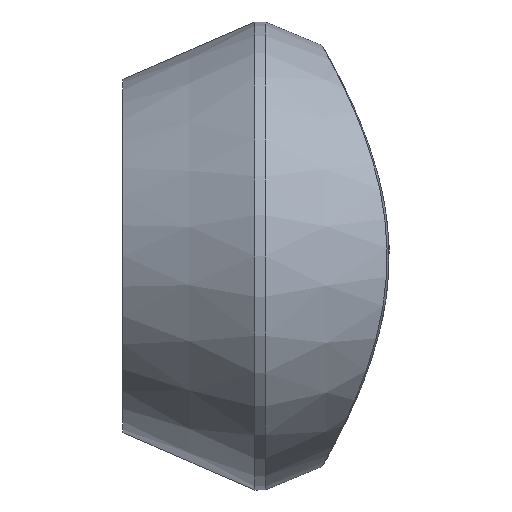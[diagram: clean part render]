
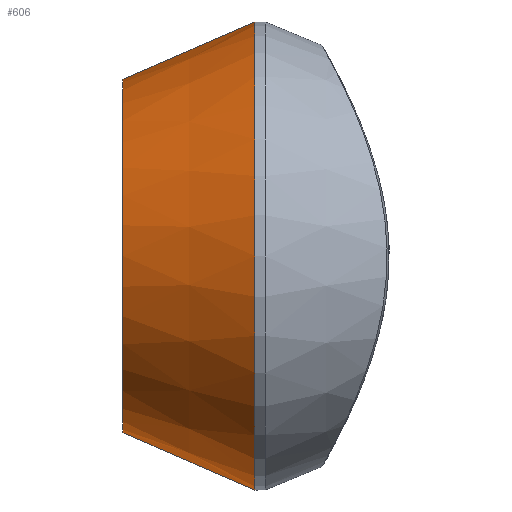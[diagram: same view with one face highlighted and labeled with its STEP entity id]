
A CAD part, left-side view. The second image highlights one B-rep face of the part: STEP entity #606.
In plain terms, the highlighted conical face has half-angle 23.546 degrees and reference radius 33.222 mm.
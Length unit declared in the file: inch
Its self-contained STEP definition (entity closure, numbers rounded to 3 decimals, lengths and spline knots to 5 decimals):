
#2 = DIRECTION ( 'NONE',  ( 0., -0.917, 0.399 ) ) ;
#38 = CARTESIAN_POINT ( 'NONE',  ( 0., 3.5, 1.30795 ) ) ;
#111 = DIRECTION ( 'NONE',  ( 0., -1., 0. ) ) ;
#167 = ORIENTED_EDGE ( 'NONE', *, *, #302, .F. ) ;
#173 = ORIENTED_EDGE ( 'NONE', *, *, #375, .T. ) ;
#202 = VERTEX_POINT ( 'NONE', #1103 ) ;
#220 = VECTOR ( 'NONE', #2, 39.37008 ) ;
#236 = CONICAL_SURFACE ( 'NONE', #1323, 1.30795, 0.411 ) ;
#276 = EDGE_LOOP ( 'NONE', ( #167, #173, #556, #1180 ) ) ;
#302 = EDGE_CURVE ( 'NONE', #1454, #202, #347, .T. ) ;
#333 = DIRECTION ( 'NONE',  ( 0., -1., 0. ) ) ;
#347 = LINE ( 'NONE', #1450, #220 ) ;
#375 = EDGE_CURVE ( 'NONE', #1454, #950, #1310, .T. ) ;
#435 = CARTESIAN_POINT ( 'NONE',  ( 0., 3.5, 0. ) ) ;
#556 = ORIENTED_EDGE ( 'NONE', *, *, #1069, .T. ) ;
#566 = DIRECTION ( 'NONE',  ( 0., 0., -1. ) ) ;
#606 = ADVANCED_FACE ( 'NONE', ( #1352 ), #236, .T. ) ;
#625 = DIRECTION ( 'NONE',  ( 0., 0., -1. ) ) ;
#632 = CARTESIAN_POINT ( 'NONE',  ( 0., 2.52141, 0. ) ) ;
#673 = AXIS2_PLACEMENT_3D ( 'NONE', #775, #333, #1225 ) ;
#775 = CARTESIAN_POINT ( 'NONE',  ( 0., 3.5, 0. ) ) ;
#856 = EDGE_CURVE ( 'NONE', #202, #1120, #877, .T. ) ;
#877 = CIRCLE ( 'NONE', #1256, 1.73438 ) ;
#939 = CARTESIAN_POINT ( 'NONE',  ( 0., 3.5, -1.30795 ) ) ;
#950 = VERTEX_POINT ( 'NONE', #1176 ) ;
#1054 = LINE ( 'NONE', #939, #1387 ) ;
#1059 = CARTESIAN_POINT ( 'NONE',  ( 0., 2.52141, -1.73438 ) ) ;
#1069 = EDGE_CURVE ( 'NONE', #950, #1120, #1054, .T. ) ;
#1103 = CARTESIAN_POINT ( 'NONE',  ( 0., 2.52141, 1.73438 ) ) ;
#1120 = VERTEX_POINT ( 'NONE', #1059 ) ;
#1176 = CARTESIAN_POINT ( 'NONE',  ( 0., 3.5, -1.30795 ) ) ;
#1180 = ORIENTED_EDGE ( 'NONE', *, *, #856, .F. ) ;
#1225 = DIRECTION ( 'NONE',  ( 0., 0., -1. ) ) ;
#1256 = AXIS2_PLACEMENT_3D ( 'NONE', #632, #1289, #625 ) ;
#1284 = DIRECTION ( 'NONE',  ( 0., -0.917, -0.399 ) ) ;
#1289 = DIRECTION ( 'NONE',  ( 0., -1., 0. ) ) ;
#1310 = CIRCLE ( 'NONE', #673, 1.30795 ) ;
#1323 = AXIS2_PLACEMENT_3D ( 'NONE', #435, #111, #566 ) ;
#1352 = FACE_OUTER_BOUND ( 'NONE', #276, .T. ) ;
#1387 = VECTOR ( 'NONE', #1284, 39.37008 ) ;
#1450 = CARTESIAN_POINT ( 'NONE',  ( 0., 3.5, 1.30795 ) ) ;
#1454 = VERTEX_POINT ( 'NONE', #38 ) ;
